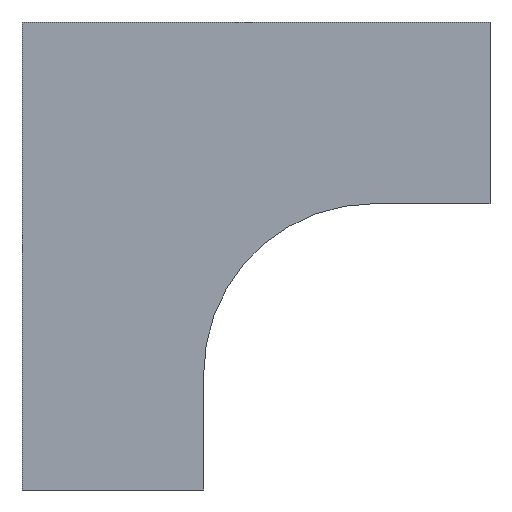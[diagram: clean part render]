
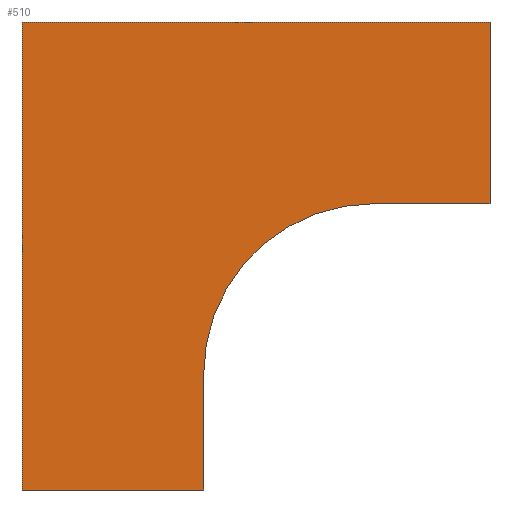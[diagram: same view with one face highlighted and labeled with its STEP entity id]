
A CAD part, front view. The second image highlights one B-rep face of the part: STEP entity #510.
In plain terms, the highlighted planar face has unit normal (0, -1, 0).
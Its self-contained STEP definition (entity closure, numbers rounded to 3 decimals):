
#18 = VERTEX_POINT ( 'NONE', #468 ) ;
#33 = EDGE_CURVE ( 'NONE', #369, #407, #462, .T. ) ;
#64 = VECTOR ( 'NONE', #464, 1000. ) ;
#67 = LINE ( 'NONE', #444, #64 ) ;
#88 = ORIENTED_EDGE ( 'NONE', *, *, #105, .F. ) ;
#90 = ORIENTED_EDGE ( 'NONE', *, *, #355, .F. ) ;
#101 = DIRECTION ( 'NONE',  ( 1., 0., 0. ) ) ;
#102 = CARTESIAN_POINT ( 'NONE',  ( -55., -32.95, 55. ) ) ;
#105 = EDGE_CURVE ( 'NONE', #407, #18, #412, .T. ) ;
#116 = AXIS2_PLACEMENT_3D ( 'NONE', #377, #371, #338 ) ;
#120 = CARTESIAN_POINT ( 'NONE',  ( -55., -32.95, -55. ) ) ;
#125 = DIRECTION ( 'NONE',  ( 0., 0., 1. ) ) ;
#126 = DIRECTION ( 'NONE',  ( 0., 1., 0. ) ) ;
#131 = PLANE ( 'NONE',  #502 ) ;
#133 = CARTESIAN_POINT ( 'NONE',  ( 27.7, -32.95, -27.7 ) ) ;
#135 = CARTESIAN_POINT ( 'NONE',  ( -12.3, -32.95, -55. ) ) ;
#138 = VECTOR ( 'NONE', #101, 1000. ) ;
#140 = VECTOR ( 'NONE', #166, 1000. ) ;
#142 = DIRECTION ( 'NONE',  ( -1., 0., 0. ) ) ;
#145 = LINE ( 'NONE', #171, #140 ) ;
#166 = DIRECTION ( 'NONE',  ( -1., 0., 0. ) ) ;
#168 = CARTESIAN_POINT ( 'NONE',  ( 55., -32.95, 55. ) ) ;
#171 = CARTESIAN_POINT ( 'NONE',  ( 27.7, -32.95, 12.3 ) ) ;
#190 = EDGE_LOOP ( 'NONE', ( #90, #432, #88, #387, #385, #528, #527 ) ) ;
#224 = EDGE_CURVE ( 'NONE', #485, #230, #67, .T. ) ;
#230 = VERTEX_POINT ( 'NONE', #421 ) ;
#235 = CARTESIAN_POINT ( 'NONE',  ( -12.3, -32.95, -27.7 ) ) ;
#265 = DIRECTION ( 'NONE',  ( 0., 0., -1. ) ) ;
#272 = VERTEX_POINT ( 'NONE', #362 ) ;
#298 = DIRECTION ( 'NONE',  ( 0., 0., 1. ) ) ;
#299 = VERTEX_POINT ( 'NONE', #357 ) ;
#301 = CARTESIAN_POINT ( 'NONE',  ( -55., -32.95, 55. ) ) ;
#314 = CARTESIAN_POINT ( 'NONE',  ( 27.7, -32.95, 12.3 ) ) ;
#318 = LINE ( 'NONE', #102, #138 ) ;
#338 = DIRECTION ( 'NONE',  ( 0., 0., 1. ) ) ;
#339 = VECTOR ( 'NONE', #142, 1000. ) ;
#342 = FACE_OUTER_BOUND ( 'NONE', #190, .T. ) ;
#347 = LINE ( 'NONE', #120, #339 ) ;
#355 = EDGE_CURVE ( 'NONE', #299, #272, #393, .T. ) ;
#357 = CARTESIAN_POINT ( 'NONE',  ( -55., -32.95, -55. ) ) ;
#362 = CARTESIAN_POINT ( 'NONE',  ( -55., -32.95, 55. ) ) ;
#369 = VERTEX_POINT ( 'NONE', #314 ) ;
#371 = DIRECTION ( 'NONE',  ( 0., -1., 0. ) ) ;
#377 = CARTESIAN_POINT ( 'NONE',  ( 27.7, -32.95, -27.7 ) ) ;
#385 = ORIENTED_EDGE ( 'NONE', *, *, #478, .F. ) ;
#387 = ORIENTED_EDGE ( 'NONE', *, *, #33, .F. ) ;
#393 = LINE ( 'NONE', #301, #486 ) ;
#407 = VERTEX_POINT ( 'NONE', #235 ) ;
#412 = LINE ( 'NONE', #135, #465 ) ;
#421 = CARTESIAN_POINT ( 'NONE',  ( 55., -32.95, 12.3 ) ) ;
#432 = ORIENTED_EDGE ( 'NONE', *, *, #516, .F. ) ;
#444 = CARTESIAN_POINT ( 'NONE',  ( 55., -32.95, 12.3 ) ) ;
#462 = CIRCLE ( 'NONE', #116, 40. ) ;
#464 = DIRECTION ( 'NONE',  ( 0., 0., -1. ) ) ;
#465 = VECTOR ( 'NONE', #265, 1000. ) ;
#468 = CARTESIAN_POINT ( 'NONE',  ( -12.3, -32.95, -55. ) ) ;
#478 = EDGE_CURVE ( 'NONE', #230, #369, #145, .T. ) ;
#485 = VERTEX_POINT ( 'NONE', #168 ) ;
#486 = VECTOR ( 'NONE', #298, 1000. ) ;
#502 = AXIS2_PLACEMENT_3D ( 'NONE', #133, #126, #125 ) ;
#510 = ADVANCED_FACE ( 'NONE', ( #342 ), #131, .F. ) ;
#516 = EDGE_CURVE ( 'NONE', #18, #299, #347, .T. ) ;
#526 = EDGE_CURVE ( 'NONE', #272, #485, #318, .T. ) ;
#527 = ORIENTED_EDGE ( 'NONE', *, *, #526, .F. ) ;
#528 = ORIENTED_EDGE ( 'NONE', *, *, #224, .F. ) ;
